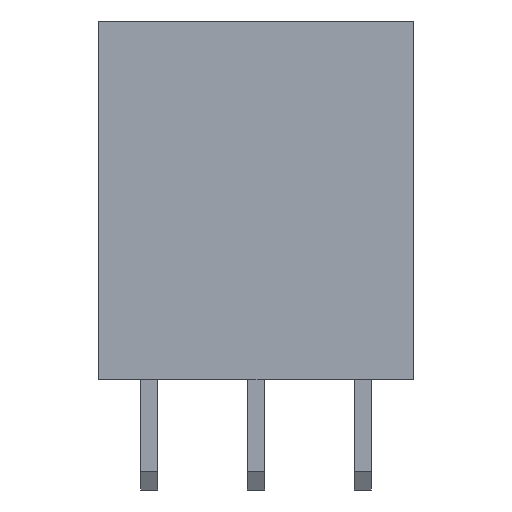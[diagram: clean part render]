
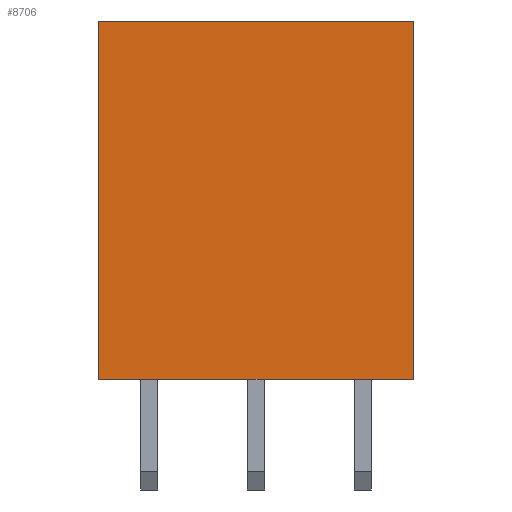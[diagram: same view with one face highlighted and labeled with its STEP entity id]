
A CAD part, left-side view. The second image highlights one B-rep face of the part: STEP entity #8706.
In plain terms, the highlighted planar face has unit normal (-1, 0, 0).
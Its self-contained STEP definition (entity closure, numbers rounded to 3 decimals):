
#440=FACE_OUTER_BOUND($,#982,.T.);
#982=EDGE_LOOP($,(#7364,#7365,#7366,#7367));
#1218=LINE($,#11512,#2430);
#1226=LINE($,#11529,#2438);
#1967=LINE($,#13003,#3179);
#1968=LINE($,#13005,#3180);
#2430=VECTOR($,#9369,8.509);
#2438=VECTOR($,#9379,8.509);
#3179=VECTOR($,#10566,7.493);
#3180=VECTOR($,#10569,7.493);
#3640=VERTEX_POINT($,#11509);
#3641=VERTEX_POINT($,#11511);
#3648=VERTEX_POINT($,#11526);
#3649=VERTEX_POINT($,#11528);
#4450=EDGE_CURVE($,#3641,#3640,#1218,.T.);
#4458=EDGE_CURVE($,#3648,#3649,#1226,.T.);
#5199=EDGE_CURVE($,#3640,#3649,#1967,.T.);
#5200=EDGE_CURVE($,#3641,#3648,#1968,.T.);
#7364=ORIENTED_EDGE($,*,*,#5199,.T.);
#7365=ORIENTED_EDGE($,*,*,#4458,.F.);
#7366=ORIENTED_EDGE($,*,*,#5200,.F.);
#7367=ORIENTED_EDGE($,*,*,#4450,.T.);
#8284=PLANE($,#9135);
#8706=ADVANCED_FACE($,(#440),#8284,.F.);
#9135=AXIS2_PLACEMENT_3D($,#13216,#10799,#10800);
#9369=DIRECTION($,(0.,0.,-1.));
#9379=DIRECTION($,(0.,0.,-1.));
#10566=DIRECTION($,(0.,-1.,0.));
#10569=DIRECTION($,(0.,-1.,0.));
#10799=DIRECTION('center_axis',(1.,0.,0.));
#10800=DIRECTION('ref_axis',(0.,1.,0.));
#11509=CARTESIAN_POINT('',(-25.654,3.747,0.));
#11511=CARTESIAN_POINT('',(-25.654,3.747,8.509));
#11512=CARTESIAN_POINT($,(-25.654,3.747,8.509));
#11526=CARTESIAN_POINT('',(-25.654,-3.747,8.509));
#11528=CARTESIAN_POINT('',(-25.654,-3.747,0.));
#11529=CARTESIAN_POINT($,(-25.654,-3.747,8.509));
#13003=CARTESIAN_POINT($,(-25.654,3.747,0.));
#13005=CARTESIAN_POINT($,(-25.654,3.747,8.509));
#13216=CARTESIAN_POINT('Origin',(-25.654,3.747,8.509));
